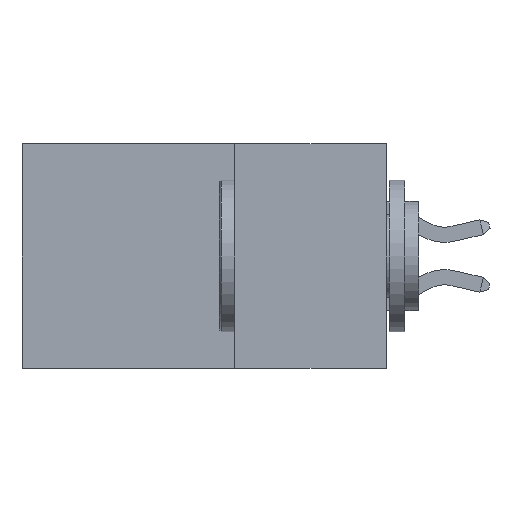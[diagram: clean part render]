
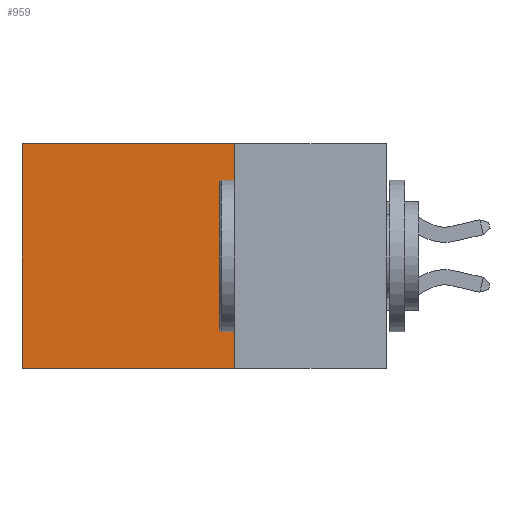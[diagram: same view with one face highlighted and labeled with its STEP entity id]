
A CAD part, left-side view. The second image highlights one B-rep face of the part: STEP entity #959.
In plain terms, the highlighted planar face has unit normal (-1, 0, 0).
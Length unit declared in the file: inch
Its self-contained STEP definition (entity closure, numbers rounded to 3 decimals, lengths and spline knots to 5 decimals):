
#314 = EDGE_CURVE ( 'NONE', #9010, #780, #1875, .T. ) ;
#369 = EDGE_CURVE ( 'NONE', #7801, #5303, #1923, .T. ) ;
#780 = VERTEX_POINT ( 'NONE', #5737 ) ;
#959 = ADVANCED_FACE ( 'NONE', ( #6727 ), #1399, .F. ) ;
#1167 = DIRECTION ( 'NONE',  ( 0., 0., -1. ) ) ;
#1294 = DIRECTION ( 'NONE',  ( 1., 0., 0. ) ) ;
#1366 = VECTOR ( 'NONE', #1167, 39.37008 ) ;
#1399 = PLANE ( 'NONE',  #2921 ) ;
#1561 = DIRECTION ( 'NONE',  ( 0., 1., 0. ) ) ;
#1875 = LINE ( 'NONE', #6642, #3953 ) ;
#1923 = LINE ( 'NONE', #5843, #1366 ) ;
#2220 = ORIENTED_EDGE ( 'NONE', *, *, #8354, .T. ) ;
#2245 = DIRECTION ( 'NONE',  ( 0., 1., 0. ) ) ;
#2453 = CARTESIAN_POINT ( 'NONE',  ( 0.2615, 0.25, 0. ) ) ;
#2628 = VECTOR ( 'NONE', #2245, 39.37008 ) ;
#2921 = AXIS2_PLACEMENT_3D ( 'NONE', #5126, #1294, #8294 ) ;
#3308 = VECTOR ( 'NONE', #1561, 39.37008 ) ;
#3506 = EDGE_LOOP ( 'NONE', ( #6921, #7022, #5990, #2220 ) ) ;
#3953 = VECTOR ( 'NONE', #5045, 39.37008 ) ;
#4959 = EDGE_CURVE ( 'NONE', #780, #5303, #6826, .T. ) ;
#5045 = DIRECTION ( 'NONE',  ( 0., 0., -1. ) ) ;
#5126 = CARTESIAN_POINT ( 'NONE',  ( 0.2615, 0.25, -0.37 ) ) ;
#5303 = VERTEX_POINT ( 'NONE', #5765 ) ;
#5737 = CARTESIAN_POINT ( 'NONE',  ( 0.2615, 0.25, -0.37 ) ) ;
#5765 = CARTESIAN_POINT ( 'NONE',  ( 0.2615, 0.6, -0.37 ) ) ;
#5843 = CARTESIAN_POINT ( 'NONE',  ( 0.2615, 0.6, -0.37 ) ) ;
#5990 = ORIENTED_EDGE ( 'NONE', *, *, #314, .F. ) ;
#6231 = LINE ( 'NONE', #2453, #3308 ) ;
#6642 = CARTESIAN_POINT ( 'NONE',  ( 0.2615, 0.25, -0.37 ) ) ;
#6727 = FACE_OUTER_BOUND ( 'NONE', #3506, .T. ) ;
#6826 = LINE ( 'NONE', #7428, #2628 ) ;
#6921 = ORIENTED_EDGE ( 'NONE', *, *, #369, .T. ) ;
#7022 = ORIENTED_EDGE ( 'NONE', *, *, #4959, .F. ) ;
#7428 = CARTESIAN_POINT ( 'NONE',  ( 0.2615, 0.25, -0.37 ) ) ;
#7801 = VERTEX_POINT ( 'NONE', #8500 ) ;
#8294 = DIRECTION ( 'NONE',  ( 0., 0., -1. ) ) ;
#8354 = EDGE_CURVE ( 'NONE', #9010, #7801, #6231, .T. ) ;
#8500 = CARTESIAN_POINT ( 'NONE',  ( 0.2615, 0.6, 0. ) ) ;
#9010 = VERTEX_POINT ( 'NONE', #9714 ) ;
#9714 = CARTESIAN_POINT ( 'NONE',  ( 0.2615, 0.25, 0. ) ) ;
